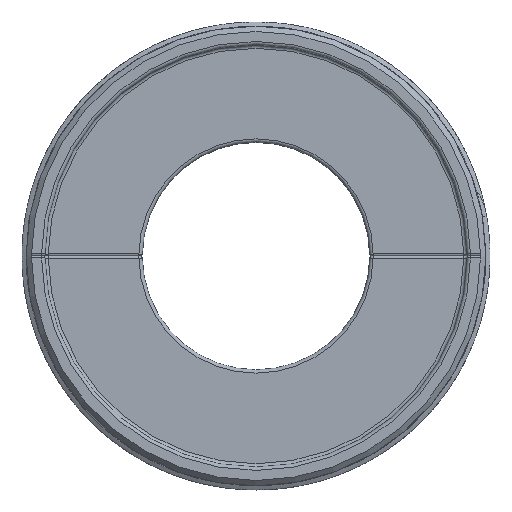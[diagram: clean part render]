
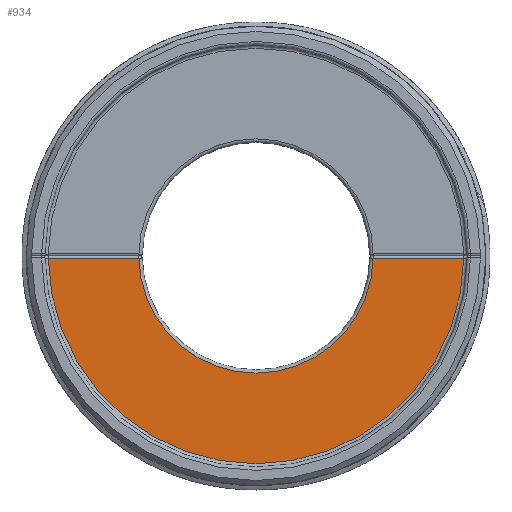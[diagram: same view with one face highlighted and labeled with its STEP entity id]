
A CAD part, top view. The second image highlights one B-rep face of the part: STEP entity #934.
In plain terms, the highlighted planar face has unit normal (0, 0, 1).
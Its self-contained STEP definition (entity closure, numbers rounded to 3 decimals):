
#934=ADVANCED_FACE('',(#1547),#1250,.T.);
#1250=PLANE('',#7453);
#1547=FACE_OUTER_BOUND('',#1962,.T.);
#1962=EDGE_LOOP('',(#3390,#3391,#3392,#3393));
#2291=CIRCLE('',#7451,30.95);
#2292=CIRCLE('',#7452,17.45);
#3390=ORIENTED_EDGE('',*,*,#5605,.T.);
#3391=ORIENTED_EDGE('',*,*,#5606,.T.);
#3392=ORIENTED_EDGE('',*,*,#5607,.T.);
#3393=ORIENTED_EDGE('',*,*,#5608,.T.);
#4770=VERTEX_POINT('',#12988);
#4771=VERTEX_POINT('',#12989);
#4772=VERTEX_POINT('',#12991);
#4773=VERTEX_POINT('',#12993);
#5605=EDGE_CURVE('',#4770,#4771,#2291,.T.);
#5606=EDGE_CURVE('',#4771,#4772,#6345,.T.);
#5607=EDGE_CURVE('',#4772,#4773,#2292,.T.);
#5608=EDGE_CURVE('',#4773,#4770,#6346,.T.);
#6345=LINE('',#12990,#6862);
#6346=LINE('',#12994,#6863);
#6862=VECTOR('',#8710,1.);
#6863=VECTOR('',#8713,1.);
#7451=AXIS2_PLACEMENT_3D('',#12987,#8708,#8709);
#7452=AXIS2_PLACEMENT_3D('',#12992,#8711,#8712);
#7453=AXIS2_PLACEMENT_3D('',#12995,#8714,#8715);
#8708=DIRECTION('',(0.,0.,1.));
#8709=DIRECTION('',(0.,1.,0.));
#8710=DIRECTION('',(-1.,0.,0.));
#8711=DIRECTION('',(0.,0.,-1.));
#8712=DIRECTION('',(0.,1.,0.));
#8713=DIRECTION('',(-1.,0.,0.));
#8714=DIRECTION('',(0.,0.,1.));
#8715=DIRECTION('',(0.,1.,0.));
#12987=CARTESIAN_POINT('',(0.,0.,2.5));
#12988=CARTESIAN_POINT('',(-30.949,-0.3,2.5));
#12989=CARTESIAN_POINT('',(30.949,-0.3,2.5));
#12990=CARTESIAN_POINT('',(0.,-0.3,2.5));
#12991=CARTESIAN_POINT('',(17.447,-0.3,2.5));
#12992=CARTESIAN_POINT('',(0.,0.,2.5));
#12993=CARTESIAN_POINT('',(-17.447,-0.3,2.5));
#12994=CARTESIAN_POINT('',(0.,-0.3,2.5));
#12995=CARTESIAN_POINT('',(0.,0.,2.5));
